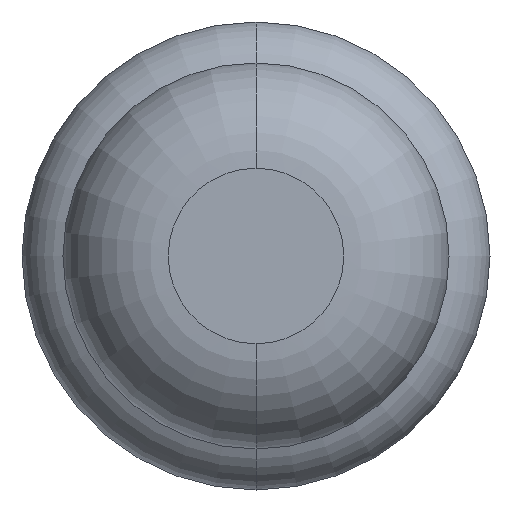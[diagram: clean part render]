
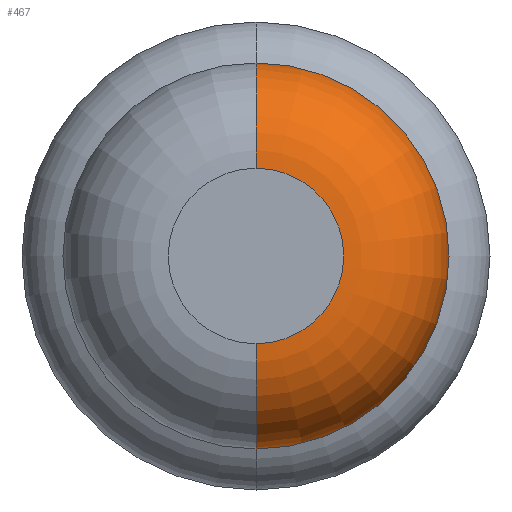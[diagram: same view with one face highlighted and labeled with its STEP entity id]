
A CAD part, front view. The second image highlights one B-rep face of the part: STEP entity #467.
In plain terms, the highlighted toroidal (fillet/blend) face has major radius 0.375 mm and minor radius 0.45 mm.
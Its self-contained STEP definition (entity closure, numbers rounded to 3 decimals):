
#177 = DIRECTION ( 'NONE',  ( 0., 0., 1. ) ) ;
#366 = CARTESIAN_POINT ( 'NONE',  ( 0., -29.95, 0.825 ) ) ;
#404 = CARTESIAN_POINT ( 'NONE',  ( 0., -30.4, 0.375 ) ) ;
#429 = AXIS2_PLACEMENT_3D ( 'NONE', #1778, #2786, #2269 ) ;
#467 = ADVANCED_FACE ( 'Defeature ausgef�hrt1_6', ( #2451 ), #2755, .T. ) ;
#570 = ORIENTED_EDGE ( 'NONE', *, *, #1951, .T. ) ;
#675 = AXIS2_PLACEMENT_3D ( 'NONE', #2695, #2229, #1274 ) ;
#801 = CIRCLE ( 'NONE', #1855, 0.45 ) ;
#820 = EDGE_LOOP ( 'NONE', ( #570, #2090, #1461, #984 ) ) ;
#984 = ORIENTED_EDGE ( 'NONE', *, *, #1009, .F. ) ;
#1009 = EDGE_CURVE ( 'NONE', #1492, #2495, #801, .T. ) ;
#1227 = AXIS2_PLACEMENT_3D ( 'NONE', #1912, #1882, #177 ) ;
#1240 = VERTEX_POINT ( 'NONE', #1470 ) ;
#1274 = DIRECTION ( 'NONE',  ( 0., 0., 1. ) ) ;
#1344 = CARTESIAN_POINT ( 'NONE',  ( 0., -29.95, 0.375 ) ) ;
#1393 = CARTESIAN_POINT ( 'NONE',  ( 0., -29.95, -0.375 ) ) ;
#1397 = EDGE_CURVE ( 'NONE', #1240, #1660, #2481, .T. ) ;
#1461 = ORIENTED_EDGE ( 'NONE', *, *, #1601, .F. ) ;
#1470 = CARTESIAN_POINT ( 'NONE',  ( 0., -30.4, -0.375 ) ) ;
#1492 = VERTEX_POINT ( 'NONE', #404 ) ;
#1586 = DIRECTION ( 'NONE',  ( 0., 0., 1. ) ) ;
#1601 = EDGE_CURVE ( 'Defeature ausgef�hrt1_7+Defeature ausgef�hrt1_6+Defeature ausgef�hrt1_6+Defeature ausgef�hrt1_6', #2495, #1660, #2247, .T. ) ;
#1660 = VERTEX_POINT ( 'NONE', #2970 ) ;
#1778 = CARTESIAN_POINT ( 'NONE',  ( 0., -29.95, 0. ) ) ;
#1855 = AXIS2_PLACEMENT_3D ( 'NONE', #1344, #3045, #1586 ) ;
#1869 = DIRECTION ( 'NONE',  ( 1., 0., 0. ) ) ;
#1882 = DIRECTION ( 'NONE',  ( 0., 1., 0. ) ) ;
#1912 = CARTESIAN_POINT ( 'NONE',  ( 0., -30.4, 0. ) ) ;
#1951 = EDGE_CURVE ( 'Defeature ausgef�hrt1_6+Defeature ausgef�hrt1_5+Defeature ausgef�hrt1_5+Defeature ausgef�hrt1_5', #1492, #1240, #2819, .T. ) ;
#1977 = AXIS2_PLACEMENT_3D ( 'NONE', #1393, #1869, #2622 ) ;
#2090 = ORIENTED_EDGE ( 'NONE', *, *, #1397, .T. ) ;
#2229 = DIRECTION ( 'NONE',  ( 0., 1., 0. ) ) ;
#2247 = CIRCLE ( 'NONE', #675, 0.825 ) ;
#2269 = DIRECTION ( 'NONE',  ( 0., 0., 1. ) ) ;
#2451 = FACE_OUTER_BOUND ( 'NONE', #820, .T. ) ;
#2481 = CIRCLE ( 'NONE', #1977, 0.45 ) ;
#2495 = VERTEX_POINT ( 'NONE', #366 ) ;
#2622 = DIRECTION ( 'NONE',  ( 0., 0., -1. ) ) ;
#2695 = CARTESIAN_POINT ( 'NONE',  ( 0., -29.95, 0. ) ) ;
#2755 = TOROIDAL_SURFACE ( 'NONE', #429, 0.375, 0.45 ) ;
#2786 = DIRECTION ( 'NONE',  ( 0., 1., 0. ) ) ;
#2819 = CIRCLE ( 'NONE', #1227, 0.375 ) ;
#2970 = CARTESIAN_POINT ( 'NONE',  ( 0., -29.95, -0.825 ) ) ;
#3045 = DIRECTION ( 'NONE',  ( -1., 0., 0. ) ) ;
